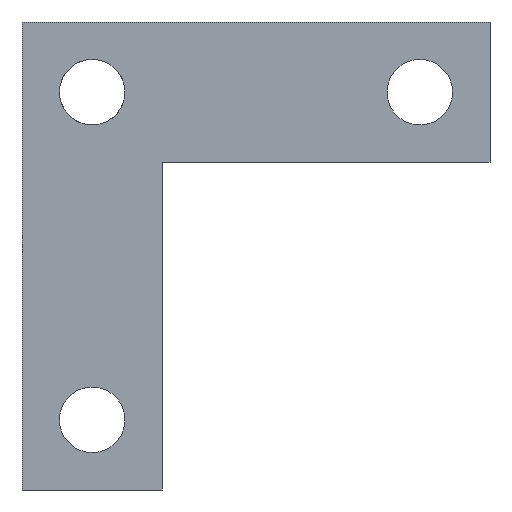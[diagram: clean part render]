
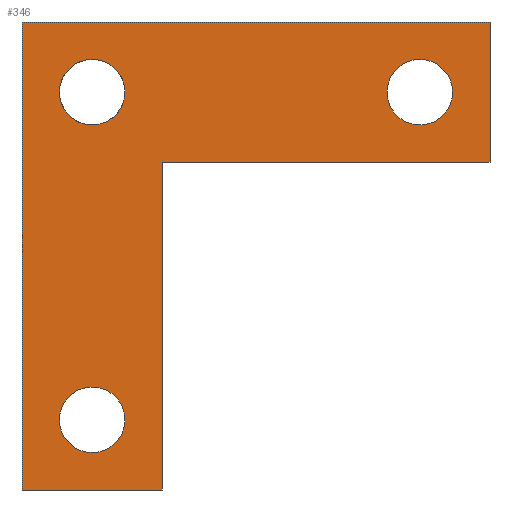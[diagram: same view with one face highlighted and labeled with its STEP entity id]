
A CAD part, front view. The second image highlights one B-rep face of the part: STEP entity #346.
In plain terms, the highlighted planar face has unit normal (0, -1, 0).
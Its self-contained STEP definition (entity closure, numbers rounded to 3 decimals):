
#17=FACE_BOUND('',#68,.T.);
#18=FACE_BOUND('',#69,.T.);
#19=FACE_BOUND('',#70,.T.);
#31=PLANE('',#386);
#48=FACE_OUTER_BOUND('',#67,.T.);
#67=EDGE_LOOP('',(#316,#317,#318,#319,#320,#321));
#68=EDGE_LOOP('',(#322));
#69=EDGE_LOOP('',(#323));
#70=EDGE_LOOP('',(#324));
#73=CIRCLE('',#371,3.5);
#74=CIRCLE('',#373,3.5);
#76=CIRCLE('',#376,3.5);
#83=LINE('',#542,#118);
#90=LINE('',#555,#125);
#105=LINE('',#595,#140);
#108=LINE('',#601,#143);
#110=LINE('',#605,#145);
#112=LINE('',#608,#147);
#118=VECTOR('',#408,10.);
#125=VECTOR('',#417,10.);
#140=VECTOR('',#458,10.);
#143=VECTOR('',#463,10.);
#145=VECTOR('',#467,10.);
#147=VECTOR('',#471,10.);
#162=VERTEX_POINT('',#539);
#163=VERTEX_POINT('',#541);
#168=VERTEX_POINT('',#553);
#171=VERTEX_POINT('',#563);
#172=VERTEX_POINT('',#567);
#174=VERTEX_POINT('',#573);
#180=VERTEX_POINT('',#593);
#182=VERTEX_POINT('',#599);
#183=VERTEX_POINT('',#603);
#196=EDGE_CURVE('',#163,#162,#83,.T.);
#203=EDGE_CURVE('',#162,#168,#90,.T.);
#207=EDGE_CURVE('',#171,#171,#73,.T.);
#209=EDGE_CURVE('',#172,#172,#74,.T.);
#212=EDGE_CURVE('',#174,#174,#76,.T.);
#223=EDGE_CURVE('',#168,#180,#105,.T.);
#226=EDGE_CURVE('',#180,#182,#108,.T.);
#228=EDGE_CURVE('',#182,#183,#110,.T.);
#230=EDGE_CURVE('',#183,#163,#112,.T.);
#316=ORIENTED_EDGE('',*,*,#223,.T.);
#317=ORIENTED_EDGE('',*,*,#226,.T.);
#318=ORIENTED_EDGE('',*,*,#228,.T.);
#319=ORIENTED_EDGE('',*,*,#230,.T.);
#320=ORIENTED_EDGE('',*,*,#196,.T.);
#321=ORIENTED_EDGE('',*,*,#203,.T.);
#322=ORIENTED_EDGE('',*,*,#209,.T.);
#323=ORIENTED_EDGE('',*,*,#212,.T.);
#324=ORIENTED_EDGE('',*,*,#207,.T.);
#346=ADVANCED_FACE('',(#48,#17,#18,#19),#31,.F.);
#371=AXIS2_PLACEMENT_3D('',#564,#425,#426);
#373=AXIS2_PLACEMENT_3D('',#568,#430,#431);
#376=AXIS2_PLACEMENT_3D('',#574,#437,#438);
#386=AXIS2_PLACEMENT_3D('',#610,#474,#475);
#408=DIRECTION('',(0.,0.,1.));
#417=DIRECTION('',(1.,0.,0.));
#425=DIRECTION('center_axis',(0.,1.,0.));
#426=DIRECTION('ref_axis',(1.,0.,0.));
#430=DIRECTION('center_axis',(0.,1.,0.));
#431=DIRECTION('ref_axis',(1.,0.,0.));
#437=DIRECTION('center_axis',(0.,1.,0.));
#438=DIRECTION('ref_axis',(1.,0.,0.));
#458=DIRECTION('',(0.,0.,1.));
#463=DIRECTION('',(-1.,0.,0.));
#467=DIRECTION('',(0.,0.,-1.));
#471=DIRECTION('',(1.,0.,0.));
#474=DIRECTION('center_axis',(0.,1.,0.));
#475=DIRECTION('ref_axis',(1.,0.,0.));
#539=CARTESIAN_POINT('',(15.,0.,-15.));
#541=CARTESIAN_POINT('',(15.,0.,-50.));
#542=CARTESIAN_POINT('',(15.,0.,-50.));
#553=CARTESIAN_POINT('',(50.,0.,-15.));
#555=CARTESIAN_POINT('',(15.,0.,-15.));
#563=CARTESIAN_POINT('',(4.,0.,-7.5));
#564=CARTESIAN_POINT('Origin',(7.5,0.,-7.5));
#567=CARTESIAN_POINT('',(39.,0.,-7.5));
#568=CARTESIAN_POINT('Origin',(42.5,0.,-7.5));
#573=CARTESIAN_POINT('',(4.,0.,-42.5));
#574=CARTESIAN_POINT('Origin',(7.5,0.,-42.5));
#593=CARTESIAN_POINT('',(50.,0.,0.));
#595=CARTESIAN_POINT('',(50.,0.,-15.));
#599=CARTESIAN_POINT('',(0.,0.,0.));
#601=CARTESIAN_POINT('',(50.,0.,0.));
#603=CARTESIAN_POINT('',(0.,0.,-50.));
#605=CARTESIAN_POINT('',(0.,0.,0.));
#608=CARTESIAN_POINT('',(0.,0.,-50.));
#610=CARTESIAN_POINT('Origin',(25.,0.,-25.));
